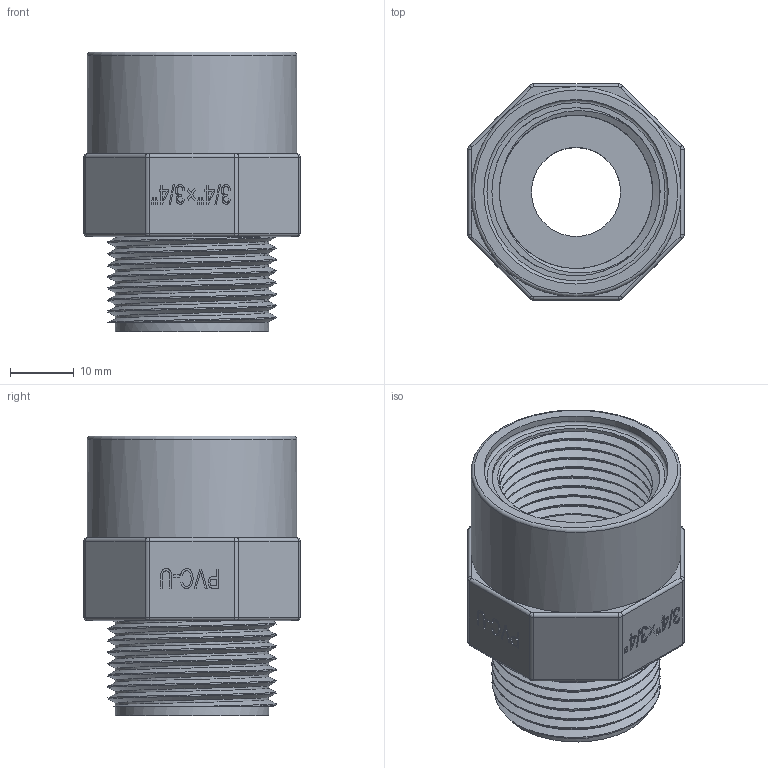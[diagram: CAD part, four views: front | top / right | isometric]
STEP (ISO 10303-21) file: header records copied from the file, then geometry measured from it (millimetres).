
FILE_DESCRIPTION(/* description */ (''),/* implementation_level */ '2;1');
FILE_NAME(/* name */ 'Z1A020025.stp',/* time_stamp */ '2025-01-16T14:56:04+08:00',/* author */ (''),/* organization */ (''),/* preprocessor_version */ 'ST-DEVELOPER v16',/* originating_system */ 'SIEMENS PLM Software NX 10.0',/* authorisation */ '');
FILE_SCHEMA (('AUTOMOTIVE_DESIGN { 1 0 10303 214 3 1 1 1 }'));
Length unit declared in the file: millimetre
Products named in the file (1): gelv165CE69860wm
Bounding box: 34 x 34 x 44 mm (x, y, z)
Volume: 20307.5 mm3; surface area: 10256.8 mm2
Topology: 1 solids, 1 shells, 357 faces, 920 edges, 600 vertices
Faces by surface type: plane 201, extrusion 81, cylinder 53, bspline 20, torus 2
Full cylindrical faces by diameter (mm): 1.8 x1, 2.4 x1, 14 x1, 24.117 x7, 26.441 x9, 29 x1, 33 x1
Entity records: 15003 total; most frequent: CARTESIAN_POINT 7583, ORIENTED_EDGE 1716, DIRECTION 1105, EDGE_CURVE 858, VERTEX_POINT 563, B_SPLINE_CURVE_WITH_KNOTS 498, VECTOR 421, EDGE_LOOP 387
